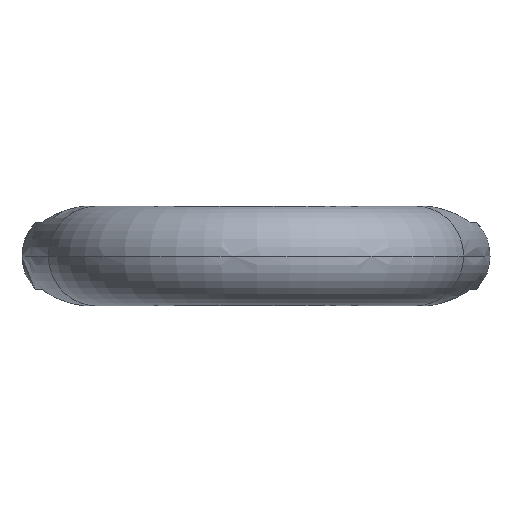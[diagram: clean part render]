
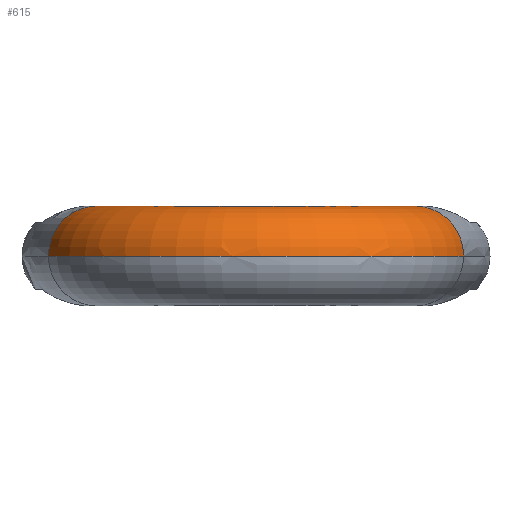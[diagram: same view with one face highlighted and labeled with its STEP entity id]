
A CAD part, left-side view. The second image highlights one B-rep face of the part: STEP entity #615.
In plain terms, the highlighted toroidal (fillet/blend) face has major radius 39.5 mm and minor radius 12 mm.
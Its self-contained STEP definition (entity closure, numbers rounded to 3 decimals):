
#26=CARTESIAN_POINT('',(-121.673,-38.42,0.));
#27=DIRECTION('',(0.973,-0.232,0.));
#28=DIRECTION('',(0.232,0.973,0.));
#29=AXIS2_PLACEMENT_3D('',#26,#27,#28);
#110=CARTESIAN_POINT('',(-121.673,38.42,0.));
#111=DIRECTION('',(-0.973,-0.232,0.));
#112=DIRECTION('',(0.232,-0.973,0.));
#113=AXIS2_PLACEMENT_3D('',#110,#111,#112);
#115=CARTESIAN_POINT('',(-118.887,26.748,0.));
#116=CARTESIAN_POINT('',(-120.078,26.464,0.));
#117=CARTESIAN_POINT('',(-122.423,25.735,0.));
#118=CARTESIAN_POINT('',(-125.764,24.183,0.));
#119=CARTESIAN_POINT('',(-128.868,22.2,0.));
#120=CARTESIAN_POINT('',(-131.68,19.822,0.));
#121=CARTESIAN_POINT('',(-134.15,17.089,0.));
#122=CARTESIAN_POINT('',(-136.234,14.052,0.));
#123=CARTESIAN_POINT('',(-137.895,10.764,0.));
#124=CARTESIAN_POINT('',(-139.103,7.285,0.));
#125=CARTESIAN_POINT('',(-139.836,3.675,0.));
#126=CARTESIAN_POINT('',(-140.082,0.,0.));
#127=CARTESIAN_POINT('',(-139.836,-3.675,0.));
#128=CARTESIAN_POINT('',(-139.103,-7.285,0.));
#129=CARTESIAN_POINT('',(-137.895,-10.764,0.));
#130=CARTESIAN_POINT('',(-136.234,-14.052,0.));
#131=CARTESIAN_POINT('',(-134.15,-17.089,0.));
#132=CARTESIAN_POINT('',(-131.68,-19.822,0.));
#133=CARTESIAN_POINT('',(-128.868,-22.2,0.));
#134=CARTESIAN_POINT('',(-125.764,-24.183,0.));
#135=CARTESIAN_POINT('',(-122.423,-25.735,0.));
#136=CARTESIAN_POINT('',(-120.078,-26.464,0.));
#137=CARTESIAN_POINT('',(-118.887,-26.748,0.));
#416=CARTESIAN_POINT('',(-124.46,50.092,0.));
#417=CARTESIAN_POINT('',(-126.32,49.648,0.));
#418=CARTESIAN_POINT('',(-129.99,48.553,0.));
#419=CARTESIAN_POINT('',(-135.277,46.308,0.));
#420=CARTESIAN_POINT('',(-140.283,43.49,0.));
#421=CARTESIAN_POINT('',(-144.944,40.133,0.));
#422=CARTESIAN_POINT('',(-149.203,36.278,0.));
#423=CARTESIAN_POINT('',(-153.008,31.974,0.));
#424=CARTESIAN_POINT('',(-156.31,27.274,0.));
#425=CARTESIAN_POINT('',(-159.07,22.236,0.));
#426=CARTESIAN_POINT('',(-161.253,16.923,0.));
#427=CARTESIAN_POINT('',(-162.832,11.4,0.));
#428=CARTESIAN_POINT('',(-163.787,5.735,0.));
#429=CARTESIAN_POINT('',(-164.107,0.,0.));
#430=CARTESIAN_POINT('',(-163.787,-5.735,0.));
#431=CARTESIAN_POINT('',(-162.832,-11.4,0.));
#432=CARTESIAN_POINT('',(-161.253,-16.923,0.));
#433=CARTESIAN_POINT('',(-159.07,-22.236,0.));
#434=CARTESIAN_POINT('',(-156.31,-27.274,0.));
#435=CARTESIAN_POINT('',(-153.008,-31.974,0.));
#436=CARTESIAN_POINT('',(-149.203,-36.278,0.));
#437=CARTESIAN_POINT('',(-144.944,-40.133,0.));
#438=CARTESIAN_POINT('',(-140.283,-43.49,0.));
#439=CARTESIAN_POINT('',(-135.277,-46.308,0.));
#440=CARTESIAN_POINT('',(-129.99,-48.553,0.));
#441=CARTESIAN_POINT('',(-126.32,-49.648,0.));
#442=CARTESIAN_POINT('',(-124.46,-50.092,0.));
#524=CARTESIAN_POINT('',(-118.887,26.748,0.));
#525=CARTESIAN_POINT('',(-124.46,50.092,0.));
#526=VERTEX_POINT('',#524);
#527=VERTEX_POINT('',#525);
#528=CARTESIAN_POINT('',(-118.887,-26.748,0.));
#529=CARTESIAN_POINT('',(-124.46,-50.092,0.));
#530=VERTEX_POINT('',#528);
#531=VERTEX_POINT('',#529);
#601=CARTESIAN_POINT('',(-112.5,0.,0.));
#602=DIRECTION('',(0.,0.,1.));
#603=DIRECTION('',(0.232,-0.973,0.));
#604=AXIS2_PLACEMENT_3D('',#601,#602,#603);
#605=TOROIDAL_SURFACE('',#604,39.5,12.);
#607=ORIENTED_EDGE('',*,*,#606,.F.);
#609=ORIENTED_EDGE('',*,*,#608,.T.);
#610=ORIENTED_EDGE('',*,*,#581,.T.);
#612=ORIENTED_EDGE('',*,*,#611,.F.);
#613=EDGE_LOOP('',(#607,#609,#610,#612));
#614=FACE_OUTER_BOUND('',#613,.F.);
#615=ADVANCED_FACE('',(#614),#605,.T.);
#30=CIRCLE('',#29,12.);
#114=CIRCLE('',#113,12.);
#138=B_SPLINE_CURVE_WITH_KNOTS('',3,(#115,#116,#117,#118,#119,#120,#121,#122,
#123,#124,#125,#126,#127,#128,#129,#130,#131,#132,#133,#134,#135,#136,#137),
.UNSPECIFIED.,.F.,.F.,(4,1,1,1,1,1,1,1,1,1,1,1,1,1,1,1,1,1,1,1,4),(0.,0.05,
0.1,0.15,0.2,0.25,0.3,0.35,0.4,0.45,0.5,0.55,0.6,0.65,
0.7,0.75,0.8,0.85,0.9,0.95,1.),.UNSPECIFIED.);
#443=B_SPLINE_CURVE_WITH_KNOTS('',3,(#416,#417,#418,#419,#420,#421,#422,#423,
#424,#425,#426,#427,#428,#429,#430,#431,#432,#433,#434,#435,#436,#437,#438,#439,
#440,#441,#442),.UNSPECIFIED.,.F.,.F.,(4,1,1,1,1,1,1,1,1,1,1,1,1,1,1,1,1,1,1,1,
1,1,1,1,4),(0.,0.042,0.083,0.125,0.167,
0.208,0.25,0.292,0.333,0.375,
0.417,0.458,0.5,0.542,0.583,
0.625,0.667,0.708,0.75,0.792,
0.833,0.875,0.917,0.958,1.),
.UNSPECIFIED.);
#581=EDGE_CURVE('',#530,#531,#30,.T.);
#606=EDGE_CURVE('',#526,#527,#114,.T.);
#608=EDGE_CURVE('',#526,#530,#138,.T.);
#611=EDGE_CURVE('',#527,#531,#443,.T.);
